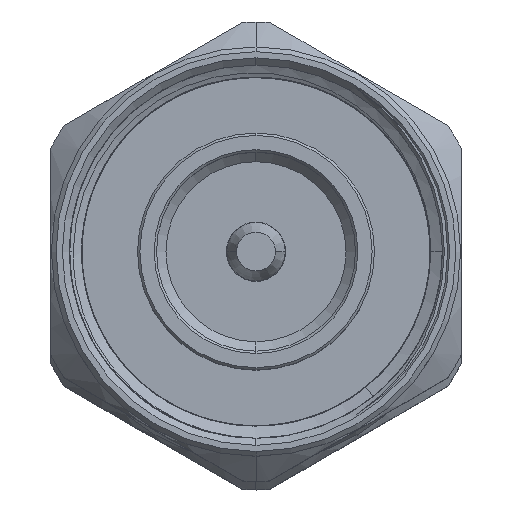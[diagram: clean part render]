
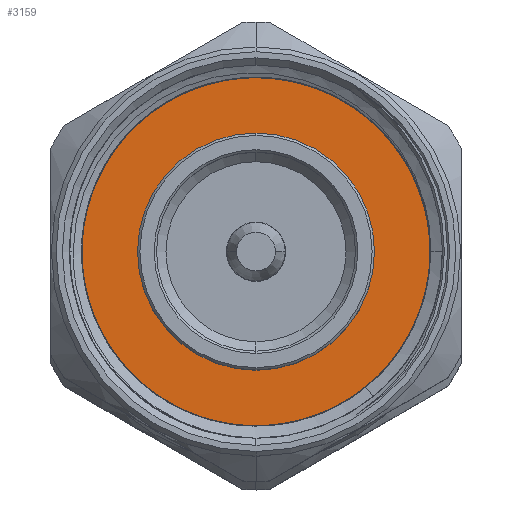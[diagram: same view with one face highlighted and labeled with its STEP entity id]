
A CAD part, top view. The second image highlights one B-rep face of the part: STEP entity #3159.
In plain terms, the highlighted face is planar.
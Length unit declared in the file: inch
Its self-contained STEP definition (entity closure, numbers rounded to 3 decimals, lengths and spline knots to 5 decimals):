
#22 = VERTEX_POINT ( 'NONE', #1180 ) ;
#107 = CARTESIAN_POINT ( 'NONE',  ( 0.3328, 0.01709, -0.38465 ) ) ;
#136 = CARTESIAN_POINT ( 'NONE',  ( 0.3328, 0.34356, -0.14563 ) ) ;
#164 = CARTESIAN_POINT ( 'NONE',  ( 0.3328, 0.17602, -0.33744 ) ) ;
#234 = EDGE_CURVE ( 'NONE', #564, #5836, #4557, .T. ) ;
#564 = VERTEX_POINT ( 'NONE', #5327 ) ;
#620 = CARTESIAN_POINT ( 'NONE',  ( 0.3328, 0.32839, -0.17951 ) ) ;
#646 = VECTOR ( 'NONE', #1316, 39.37008 ) ;
#647 = CARTESIAN_POINT ( 'NONE',  ( 0.3328, 0.31944, -0.19606 ) ) ;
#701 = CARTESIAN_POINT ( 'NONE',  ( 0.3328, -0.11165, -0.37259 ) ) ;
#1122 = CARTESIAN_POINT ( 'NONE',  ( 0.3328, 0.02643, -0.38387 ) ) ;
#1131 = EDGE_CURVE ( 'NONE', #3182, #1355, #3592, .T. ) ;
#1151 = AXIS2_PLACEMENT_3D ( 'NONE', #3699, #4210, #3203 ) ;
#1180 = CARTESIAN_POINT ( 'NONE',  ( 0.3328, -0.27282, -0.28385 ) ) ;
#1229 = AXIS2_PLACEMENT_3D ( 'NONE', #5309, #2097, #1617 ) ;
#1252 = ORIENTED_EDGE ( 'NONE', *, *, #234, .F. ) ;
#1254 = CIRCLE ( 'NONE', #4603, 0.3937 ) ;
#1316 = DIRECTION ( 'NONE',  ( 0., -1., 0. ) ) ;
#1355 = VERTEX_POINT ( 'NONE', #2027 ) ;
#1423 = AXIS2_PLACEMENT_3D ( 'NONE', #5823, #3481, #5374 ) ;
#1425 = ORIENTED_EDGE ( 'NONE', *, *, #5196, .T. ) ;
#1480 = CARTESIAN_POINT ( 'NONE',  ( 0.3328, -0.00149, -0.38553 ) ) ;
#1617 = DIRECTION ( 'NONE',  ( 0., -1., 0. ) ) ;
#1712 = CIRCLE ( 'NONE', #1423, 0.24999 ) ;
#1810 = CARTESIAN_POINT ( 'NONE',  ( 0.3328, 0., 0. ) ) ;
#1943 = DIRECTION ( 'NONE',  ( 0., -1., 0. ) ) ;
#1960 = CARTESIAN_POINT ( 'NONE',  ( 0.3328, 0.29945, -0.22719 ) ) ;
#1970 = CARTESIAN_POINT ( 'NONE',  ( 0.3328, 0., 0. ) ) ;
#1993 = CARTESIAN_POINT ( 'NONE',  ( 0.3328, 0.07264, -0.37827 ) ) ;
#2027 = CARTESIAN_POINT ( 'NONE',  ( 0.3328, 0.36833, 0. ) ) ;
#2095 = B_SPLINE_CURVE_WITH_KNOTS ( 'NONE', 3,
 ( #2961, #4725, #3313, #4240, #4215, #3854, #136, #620, #647, #1960, #4295, #3790, #3397, #2440, #3765, #164, #5226, #5622, #1993, #1122, #107, #1480, #2528, #3048, #3938, #3080, #701, #5833, #4904, #3457, #3490, #2165, #2988, #2625 ),
 .UNSPECIFIED., .F., .F.,
 ( 4, 2, 2, 2, 2, 2, 2, 2, 2, 2, 2, 2, 2, 2, 2, 2, 4 ),
 ( 0., 0.00142, 0.00284, 0.00426, 0.00568, 0.0071, 0.00853, 0.00995, 0.01137, 0.01421, 0.01492, 0.01563, 0.01705, 0.01847, 0.01989, 0.02131, 0.02273 ),
 .UNSPECIFIED. ) ;
#2097 = DIRECTION ( 'NONE',  ( -1., 0., 0. ) ) ;
#2165 = CARTESIAN_POINT ( 'NONE',  ( 0.3328, -0.24435, -0.30799 ) ) ;
#2231 = ORIENTED_EDGE ( 'NONE', *, *, #1131, .T. ) ;
#2440 = CARTESIAN_POINT ( 'NONE',  ( 0.3328, 0.22225, -0.30698 ) ) ;
#2528 = CARTESIAN_POINT ( 'NONE',  ( 0.3328, -0.01075, -0.38563 ) ) ;
#2617 = CARTESIAN_POINT ( 'NONE',  ( 0.3328, 0.3937, 0. ) ) ;
#2624 = EDGE_CURVE ( 'NONE', #1355, #22, #2095, .T. ) ;
#2625 = CARTESIAN_POINT ( 'NONE',  ( 0.3328, -0.27282, -0.28385 ) ) ;
#2781 = CIRCLE ( 'NONE', #1151, 0.3937 ) ;
#2827 = ORIENTED_EDGE ( 'NONE', *, *, #2624, .T. ) ;
#2961 = CARTESIAN_POINT ( 'NONE',  ( 0.3328, 0.36833, 0. ) ) ;
#2988 = CARTESIAN_POINT ( 'NONE',  ( 0.3328, -0.259, -0.29645 ) ) ;
#3048 = CARTESIAN_POINT ( 'NONE',  ( 0.3328, -0.03846, -0.38495 ) ) ;
#3080 = CARTESIAN_POINT ( 'NONE',  ( 0.3328, -0.09337, -0.37703 ) ) ;
#3102 = FACE_OUTER_BOUND ( 'NONE', #4279, .T. ) ;
#3124 = EDGE_CURVE ( 'NONE', #5836, #564, #1712, .T. ) ;
#3159 = ADVANCED_FACE ( 'NONE', ( #4375, #3102 ), #3542, .T. ) ;
#3182 = VERTEX_POINT ( 'NONE', #2617 ) ;
#3203 = DIRECTION ( 'NONE',  ( 0., -1., 0. ) ) ;
#3313 = CARTESIAN_POINT ( 'NONE',  ( 0.3328, 0.36797, -0.03733 ) ) ;
#3397 = CARTESIAN_POINT ( 'NONE',  ( 0.3328, 0.25057, -0.28294 ) ) ;
#3457 = CARTESIAN_POINT ( 'NONE',  ( 0.3328, -0.19728, -0.33825 ) ) ;
#3481 = DIRECTION ( 'NONE',  ( -1., 0., 0. ) ) ;
#3490 = CARTESIAN_POINT ( 'NONE',  ( 0.3328, -0.21342, -0.32895 ) ) ;
#3542 = PLANE ( 'NONE',  #1229 ) ;
#3592 = LINE ( 'NONE', #5426, #646 ) ;
#3699 = CARTESIAN_POINT ( 'NONE',  ( 0.3328, 0., 0. ) ) ;
#3727 = DIRECTION ( 'NONE',  ( 0., -1., 0. ) ) ;
#3749 = CARTESIAN_POINT ( 'NONE',  ( 0.3328, -0.24999, 0. ) ) ;
#3765 = CARTESIAN_POINT ( 'NONE',  ( 0.3328, 0.20734, -0.31787 ) ) ;
#3790 = CARTESIAN_POINT ( 'NONE',  ( 0.3328, 0.26397, -0.26976 ) ) ;
#3854 = CARTESIAN_POINT ( 'NONE',  ( 0.3328, 0.34982, -0.12826 ) ) ;
#3884 = AXIS2_PLACEMENT_3D ( 'NONE', #1810, #4178, #3727 ) ;
#3938 = CARTESIAN_POINT ( 'NONE',  ( 0.3328, -0.05683, -0.38319 ) ) ;
#4178 = DIRECTION ( 'NONE',  ( -1., 0., 0. ) ) ;
#4210 = DIRECTION ( 'NONE',  ( -1., 0., 0. ) ) ;
#4215 = CARTESIAN_POINT ( 'NONE',  ( 0.3328, 0.35974, -0.0927 ) ) ;
#4240 = CARTESIAN_POINT ( 'NONE',  ( 0.3328, 0.36341, -0.07443 ) ) ;
#4274 = EDGE_CURVE ( 'NONE', #5808, #3182, #2781, .T. ) ;
#4279 = EDGE_LOOP ( 'NONE', ( #1425, #4438, #2231, #2827 ) ) ;
#4295 = CARTESIAN_POINT ( 'NONE',  ( 0.3328, 0.28835, -0.24193 ) ) ;
#4375 = FACE_BOUND ( 'NONE', #4543, .T. ) ;
#4438 = ORIENTED_EDGE ( 'NONE', *, *, #4274, .T. ) ;
#4543 = EDGE_LOOP ( 'NONE', ( #4994, #1252 ) ) ;
#4557 = CIRCLE ( 'NONE', #3884, 0.24999 ) ;
#4603 = AXIS2_PLACEMENT_3D ( 'NONE', #1970, #4766, #1943 ) ;
#4725 = CARTESIAN_POINT ( 'NONE',  ( 0.3328, 0.36886, -0.01871 ) ) ;
#4766 = DIRECTION ( 'NONE',  ( -1., 0., 0. ) ) ;
#4904 = CARTESIAN_POINT ( 'NONE',  ( 0.3328, -0.16408, -0.3544 ) ) ;
#4994 = ORIENTED_EDGE ( 'NONE', *, *, #3124, .F. ) ;
#5036 = CARTESIAN_POINT ( 'NONE',  ( 0.3328, -0.3937, 0. ) ) ;
#5196 = EDGE_CURVE ( 'NONE', #22, #5808, #1254, .T. ) ;
#5226 = CARTESIAN_POINT ( 'NONE',  ( 0.3328, 0.15955, -0.34614 ) ) ;
#5309 = CARTESIAN_POINT ( 'NONE',  ( 0.3328, 0., 0. ) ) ;
#5327 = CARTESIAN_POINT ( 'NONE',  ( 0.3328, 0.24999, 0. ) ) ;
#5374 = DIRECTION ( 'NONE',  ( 0., -1., 0. ) ) ;
#5426 = CARTESIAN_POINT ( 'NONE',  ( 0.3328, 0., 0. ) ) ;
#5622 = CARTESIAN_POINT ( 'NONE',  ( 0.3328, 0.10823, -0.36857 ) ) ;
#5808 = VERTEX_POINT ( 'NONE', #5036 ) ;
#5823 = CARTESIAN_POINT ( 'NONE',  ( 0.3328, 0., 0. ) ) ;
#5833 = CARTESIAN_POINT ( 'NONE',  ( 0.3328, -0.14696, -0.36127 ) ) ;
#5836 = VERTEX_POINT ( 'NONE', #3749 ) ;
